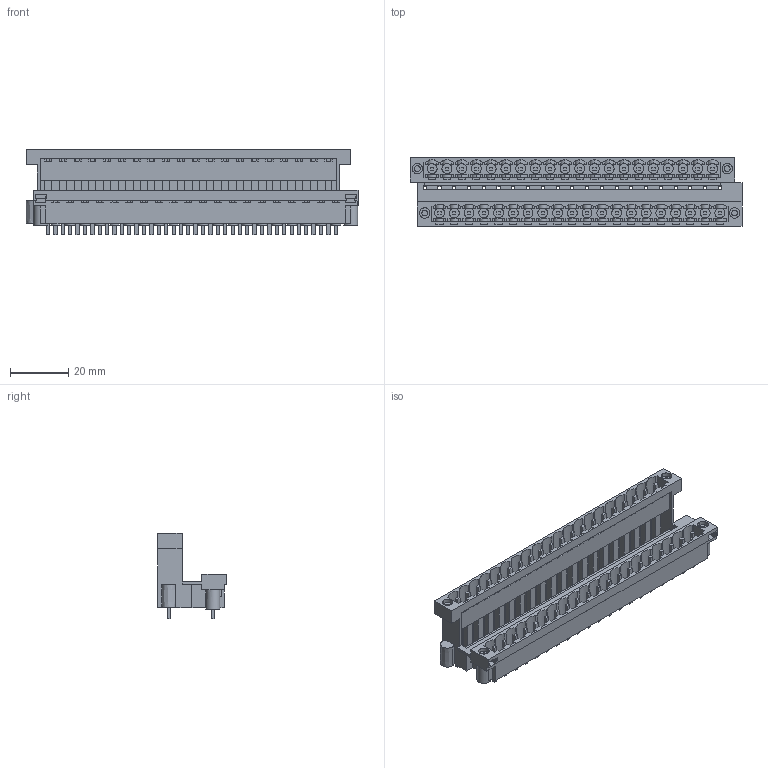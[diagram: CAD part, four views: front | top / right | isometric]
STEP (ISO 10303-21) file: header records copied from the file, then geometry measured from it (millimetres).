
FILE_DESCRIPTION(('CATIA V5 STEP Exchange','CAx-IF Rec.Pracs.--- Model Styling and Organization---1.2---2011-12-15'),'2;1');
FILE_NAME ('D1458681_0_1889390000_1889390000.stp','2018-04-19T11:20:36+00:00',('none'),('Weidmueller'),'CATIA Version 5-6 Release 2014','CATIA V5 STEP AP214','none');
FILE_SCHEMA(('AUTOMOTIVE_DESIGN { 1 0 10303 214 1 1 1 1 }'));
Products named in the file (1): 1889390000
Bounding box: 114.3 x 23.67 x 29.36 mm (x, y, z)
Volume: 16598.1 mm3; surface area: 31766.3 mm2
Topology: 45 solids, 65 shells, 1907 faces, 6143 edges, 4293 vertices
Faces by surface type: plane 1561, cylinder 342, extrusion 4
Entity records: 64651 total; most frequent: CARTESIAN_POINT 14661, ORIENTED_EDGE 12286, DIRECTION 7447, EDGE_CURVE 6143, VECTOR 4933, LINE 4929, VERTEX_POINT 4293, EDGE_LOOP 2054
